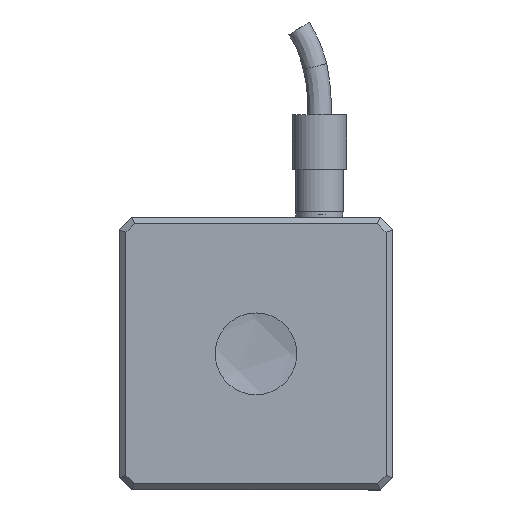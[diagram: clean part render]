
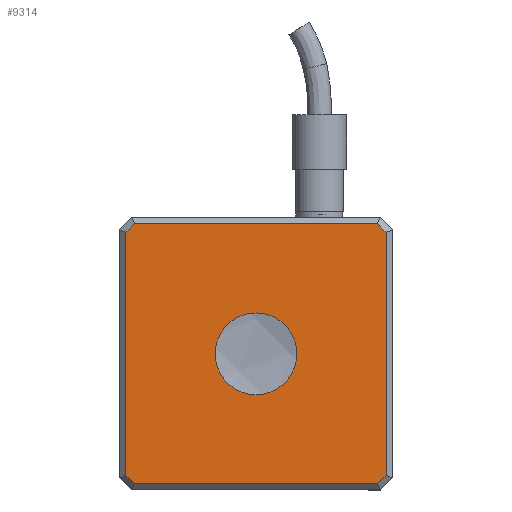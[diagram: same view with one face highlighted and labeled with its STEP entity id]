
A CAD part, left-side view. The second image highlights one B-rep face of the part: STEP entity #9314.
In plain terms, the highlighted planar face has unit normal (-1, 0, 0).
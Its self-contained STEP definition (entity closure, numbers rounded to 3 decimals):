
#702=FACE_BOUND('',#1832,.T.);
#890=PLANE('',#10189);
#1237=FACE_OUTER_BOUND('',#1831,.T.);
#1831=EDGE_LOOP('',(#7520,#7521,#7522,#7523,#7524,#7525,#7526,#7527));
#1832=EDGE_LOOP('',(#7528));
#2559=LINE('',#15109,#3305);
#2563=LINE('',#15117,#3309);
#2566=LINE('',#15123,#3312);
#2569=LINE('',#15129,#3315);
#2572=LINE('',#15135,#3318);
#2576=LINE('',#15143,#3322);
#2579=LINE('',#15149,#3325);
#2582=LINE('',#15153,#3328);
#3305=VECTOR('',#11964,10.);
#3309=VECTOR('',#11970,10.);
#3312=VECTOR('',#11975,10.);
#3315=VECTOR('',#11980,10.);
#3318=VECTOR('',#11985,10.);
#3322=VECTOR('',#11991,10.);
#3325=VECTOR('',#11996,10.);
#3328=VECTOR('',#12001,10.);
#3889=CIRCLE('',#10180,6.753);
#4525=VERTEX_POINT('',#15103);
#4526=VERTEX_POINT('',#15107);
#4527=VERTEX_POINT('',#15108);
#4530=VERTEX_POINT('',#15116);
#4532=VERTEX_POINT('',#15122);
#4534=VERTEX_POINT('',#15128);
#4536=VERTEX_POINT('',#15134);
#4539=VERTEX_POINT('',#15142);
#4541=VERTEX_POINT('',#15148);
#5601=EDGE_CURVE('',#4525,#4525,#3889,.T.);
#5603=EDGE_CURVE('',#4526,#4527,#2559,.T.);
#5607=EDGE_CURVE('',#4527,#4530,#2563,.T.);
#5610=EDGE_CURVE('',#4530,#4532,#2566,.T.);
#5613=EDGE_CURVE('',#4532,#4534,#2569,.T.);
#5616=EDGE_CURVE('',#4534,#4536,#2572,.T.);
#5620=EDGE_CURVE('',#4536,#4539,#2576,.T.);
#5623=EDGE_CURVE('',#4539,#4541,#2579,.T.);
#5626=EDGE_CURVE('',#4541,#4526,#2582,.T.);
#7520=ORIENTED_EDGE('',*,*,#5603,.F.);
#7521=ORIENTED_EDGE('',*,*,#5626,.F.);
#7522=ORIENTED_EDGE('',*,*,#5623,.F.);
#7523=ORIENTED_EDGE('',*,*,#5620,.F.);
#7524=ORIENTED_EDGE('',*,*,#5616,.F.);
#7525=ORIENTED_EDGE('',*,*,#5613,.F.);
#7526=ORIENTED_EDGE('',*,*,#5610,.F.);
#7527=ORIENTED_EDGE('',*,*,#5607,.F.);
#7528=ORIENTED_EDGE('',*,*,#5601,.T.);
#9314=ADVANCED_FACE('',(#1237,#702),#890,.F.);
#10180=AXIS2_PLACEMENT_3D('',#15104,#11959,#11960);
#10189=AXIS2_PLACEMENT_3D('',#15154,#12002,#12003);
#11959=DIRECTION('center_axis',(1.,0.,0.));
#11960=DIRECTION('ref_axis',(0.,0.,
-1.));
#11964=DIRECTION('',(0.,0.,-1.));
#11970=DIRECTION('',(0.,0.707,-0.707));
#11975=DIRECTION('',(0.,1.,0.));
#11980=DIRECTION('',(0.,0.707,0.707));
#11985=DIRECTION('',(0.,0.,1.));
#11991=DIRECTION('',(0.,-0.707,0.707));
#11996=DIRECTION('',(0.,-1.,0.));
#12001=DIRECTION('',(0.,-0.707,-0.707));
#12002=DIRECTION('center_axis',(1.,0.,0.));
#12003=DIRECTION('ref_axis',(0.,0.,
-1.));
#15103=CARTESIAN_POINT('',(-131.264,-0.806,98.414));
#15104=CARTESIAN_POINT('Origin',(-131.264,-0.806,91.662));
#15107=CARTESIAN_POINT('',(-131.264,-22.306,111.748));
#15108=CARTESIAN_POINT('',(-131.264,-22.306,71.576));
#15109=CARTESIAN_POINT('',(-131.264,-22.306,102.912));
#15116=CARTESIAN_POINT('',(-131.264,-20.892,70.162));
#15117=CARTESIAN_POINT('',(-131.264,-21.599,70.869));
#15122=CARTESIAN_POINT('',(-131.264,19.28,70.162));
#15123=CARTESIAN_POINT('',(-131.264,-12.056,70.162));
#15128=CARTESIAN_POINT('',(-131.264,20.694,71.576));
#15129=CARTESIAN_POINT('',(-131.264,19.987,70.869));
#15134=CARTESIAN_POINT('',(-131.264,20.694,111.748));
#15135=CARTESIAN_POINT('',(-131.264,20.694,80.412));
#15142=CARTESIAN_POINT('',(-131.264,19.28,113.162));
#15143=CARTESIAN_POINT('',(-131.264,19.987,112.455));
#15148=CARTESIAN_POINT('',(-131.264,-20.892,113.162));
#15149=CARTESIAN_POINT('',(-131.264,10.444,113.162));
#15153=CARTESIAN_POINT('',(-131.264,-21.599,112.455));
#15154=CARTESIAN_POINT('Origin',(-131.264,-0.806,91.662));
